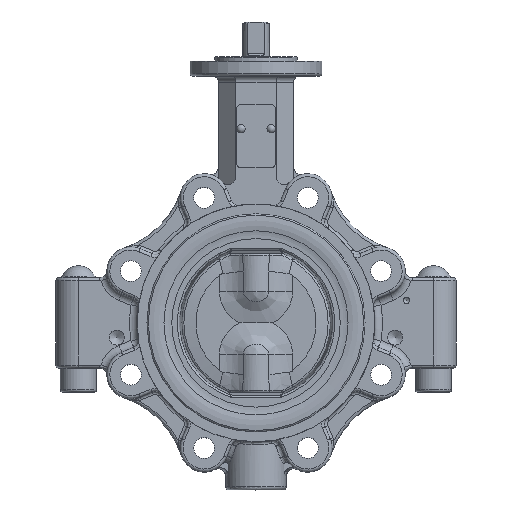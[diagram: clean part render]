
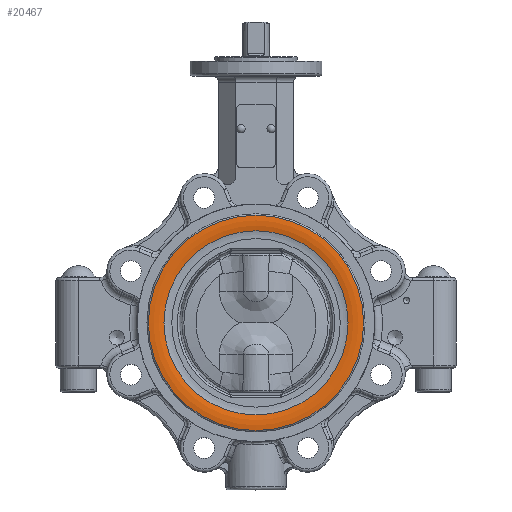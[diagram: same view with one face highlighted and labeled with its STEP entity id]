
A CAD part, top view. The second image highlights one B-rep face of the part: STEP entity #20467.
In plain terms, the highlighted toroidal (fillet/blend) face has major radius 67.4 mm and minor radius 24 mm.
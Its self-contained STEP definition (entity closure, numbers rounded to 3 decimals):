
#1206=TOROIDAL_SURFACE('',#21920,67.4,24.);
#1465=FACE_BOUND('',#3579,.T.);
#2259=FACE_OUTER_BOUND('',#3578,.T.);
#3578=EDGE_LOOP('',(#13623));
#3579=EDGE_LOOP('',(#13624));
#7452=CIRCLE('',#21921,61.187);
#7453=CIRCLE('',#21922,71.574);
#8393=VERTEX_POINT('',#29927);
#8394=VERTEX_POINT('',#29929);
#10393=EDGE_CURVE('',#8393,#8393,#7452,.T.);
#10394=EDGE_CURVE('',#8394,#8394,#7453,.T.);
#13623=ORIENTED_EDGE('',*,*,#10393,.F.);
#13624=ORIENTED_EDGE('',*,*,#10394,.T.);
#20467=ADVANCED_FACE('',(#2259,#1465),#1206,.T.);
#21920=AXIS2_PLACEMENT_3D('',#29926,#24202,#24203);
#21921=AXIS2_PLACEMENT_3D('',#29928,#24204,#24205);
#21922=AXIS2_PLACEMENT_3D('',#29930,#24206,#24207);
#24202=DIRECTION('center_axis',(0.,0.,
1.));
#24203=DIRECTION('ref_axis',(0.,-1.,0.));
#24204=DIRECTION('center_axis',(0.,0.,
1.));
#24205=DIRECTION('ref_axis',(-1.,0.,0.));
#24206=DIRECTION('center_axis',(0.,0.,
1.));
#24207=DIRECTION('ref_axis',(-1.,0.,0.));
#29926=CARTESIAN_POINT('Origin',(0.,111.,3.5));
#29927=CARTESIAN_POINT('',(-61.187,111.,26.682));
#29928=CARTESIAN_POINT('Origin',(0.,111.,26.682));
#29929=CARTESIAN_POINT('',(-71.574,111.,27.134));
#29930=CARTESIAN_POINT('Origin',(0.,111.,27.134));
